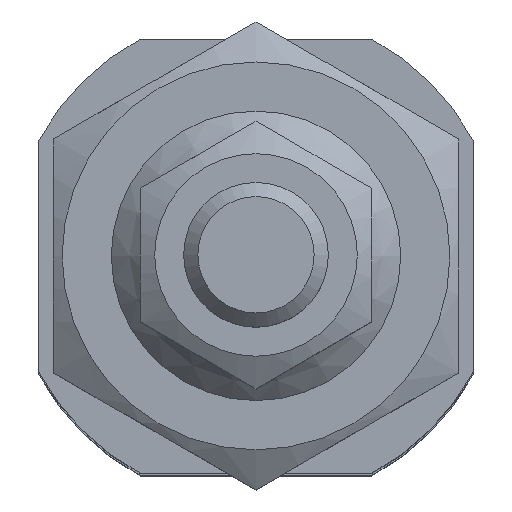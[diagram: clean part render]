
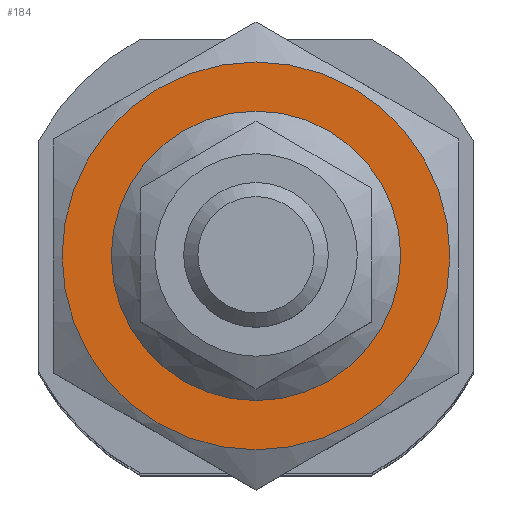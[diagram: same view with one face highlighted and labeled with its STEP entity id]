
A CAD part, top view. The second image highlights one B-rep face of the part: STEP entity #184.
In plain terms, the highlighted planar face has unit normal (0, 0, 1).
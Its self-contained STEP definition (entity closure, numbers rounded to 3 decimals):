
#184 = ADVANCED_FACE( '', ( #285, #286 ), #287, .T. );
#285 = FACE_BOUND( '', #482, .T. );
#286 = FACE_OUTER_BOUND( '', #483, .T. );
#287 = PLANE( '', #484 );
#482 = EDGE_LOOP( '', ( #737 ) );
#483 = EDGE_LOOP( '', ( #738 ) );
#484 = AXIS2_PLACEMENT_3D( '', #739, #740, #741 );
#737 = ORIENTED_EDGE( '', *, *, #1189, .F. );
#738 = ORIENTED_EDGE( '', *, *, #1176, .F. );
#739 = CARTESIAN_POINT( '', ( 0., 0., 52.5 ) );
#740 = DIRECTION( '', ( 0., 0., 1. ) );
#741 = DIRECTION( '', ( 1., 0., 0. ) );
#1176 = EDGE_CURVE( '', #1334, #1334, #1335, .T. );
#1189 = EDGE_CURVE( '', #1356, #1356, #1357, .T. );
#1334 = VERTEX_POINT( '', #1659 );
#1335 = CIRCLE( '', #1660, 6.7 );
#1356 = VERTEX_POINT( '', #1727 );
#1357 = CIRCLE( '', #1728, 5. );
#1659 = CARTESIAN_POINT( '', ( -6.7, 0., 52.5 ) );
#1660 = AXIS2_PLACEMENT_3D( '', #2168, #2169, #2170 );
#1727 = CARTESIAN_POINT( '', ( 5., 0., 52.5 ) );
#1728 = AXIS2_PLACEMENT_3D( '', #2187, #2188, #2189 );
#2168 = CARTESIAN_POINT( '', ( 0., 0., 52.5 ) );
#2169 = DIRECTION( '', ( 0., 0., -1. ) );
#2170 = DIRECTION( '', ( -1., 0., 0. ) );
#2187 = CARTESIAN_POINT( '', ( 0., 0., 52.5 ) );
#2188 = DIRECTION( '', ( 0., 0., 1. ) );
#2189 = DIRECTION( '', ( 1., 0., 0. ) );
